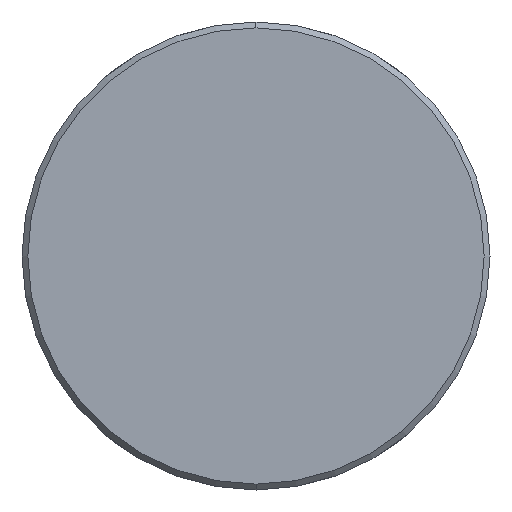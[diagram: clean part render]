
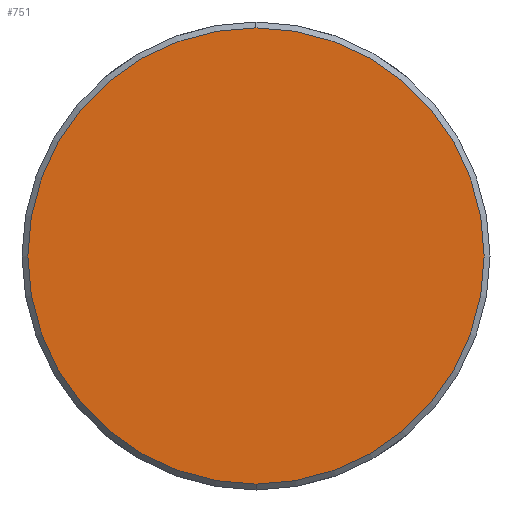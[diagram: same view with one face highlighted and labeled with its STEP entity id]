
A CAD part, left-side view. The second image highlights one B-rep face of the part: STEP entity #751.
In plain terms, the highlighted planar face has unit normal (-1, 0, 0).
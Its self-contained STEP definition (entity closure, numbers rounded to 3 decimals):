
#158 = DIRECTION ( 'NONE',  ( -1., 0., 0. ) ) ;
#204 = CARTESIAN_POINT ( 'NONE',  ( -146.4, 0., 58.5 ) ) ;
#289 = AXIS2_PLACEMENT_3D ( 'NONE', #363, #870, #1761 ) ;
#363 = CARTESIAN_POINT ( 'NONE',  ( -146.4, 59.202, -59.202 ) ) ;
#385 = CARTESIAN_POINT ( 'NONE',  ( -146.4, 0., 0. ) ) ;
#491 = ORIENTED_EDGE ( 'NONE', *, *, #1930, .T. ) ;
#557 = AXIS2_PLACEMENT_3D ( 'NONE', #385, #2026, #1412 ) ;
#730 = VERTEX_POINT ( 'NONE', #204 ) ;
#751 = ADVANCED_FACE ( 'NONE', ( #1428 ), #1389, .T. ) ;
#850 = DIRECTION ( 'NONE',  ( 0., 0., -1. ) ) ;
#870 = DIRECTION ( 'NONE',  ( -1., 0., 0. ) ) ;
#951 = CIRCLE ( 'NONE', #557, 58.5 ) ;
#1025 = CARTESIAN_POINT ( 'NONE',  ( -146.4, 0., 0. ) ) ;
#1036 = ORIENTED_EDGE ( 'NONE', *, *, #2210, .T. ) ;
#1328 = VERTEX_POINT ( 'NONE', #1518 ) ;
#1389 = PLANE ( 'NONE',  #289 ) ;
#1412 = DIRECTION ( 'NONE',  ( 0., 0., -1. ) ) ;
#1428 = FACE_OUTER_BOUND ( 'NONE', #2204, .T. ) ;
#1518 = CARTESIAN_POINT ( 'NONE',  ( -146.4, 0., -58.5 ) ) ;
#1755 = AXIS2_PLACEMENT_3D ( 'NONE', #1025, #158, #850 ) ;
#1761 = DIRECTION ( 'NONE',  ( 0., -1., 0. ) ) ;
#1882 = CIRCLE ( 'NONE', #1755, 58.5 ) ;
#1930 = EDGE_CURVE ( 'NONE', #730, #1328, #1882, .T. ) ;
#2026 = DIRECTION ( 'NONE',  ( -1., 0., 0. ) ) ;
#2204 = EDGE_LOOP ( 'NONE', ( #1036, #491 ) ) ;
#2210 = EDGE_CURVE ( 'NONE', #1328, #730, #951, .T. ) ;
